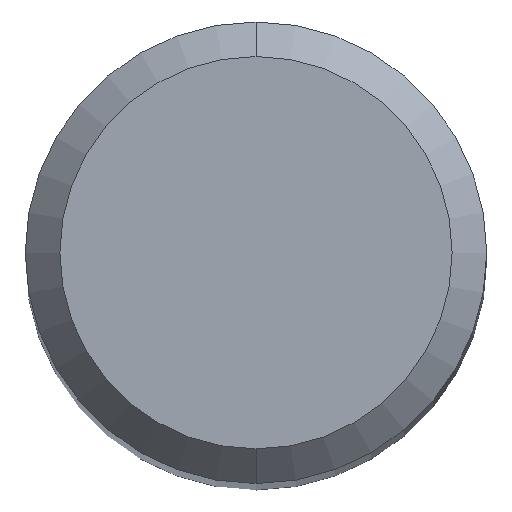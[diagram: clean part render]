
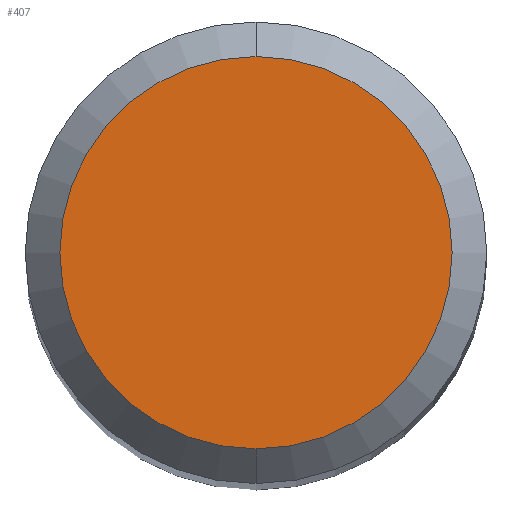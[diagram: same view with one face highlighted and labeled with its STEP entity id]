
A CAD part, top view. The second image highlights one B-rep face of the part: STEP entity #407.
In plain terms, the highlighted planar face has unit normal (0, 0, 1).
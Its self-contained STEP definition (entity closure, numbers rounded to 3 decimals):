
#293=VERTEX_POINT('',#666);
#317=VERTEX_POINT('',#692);
#379=EDGE_CURVE('',#293,#317,#759,.T.);
#401=EDGE_CURVE('',#317,#293,#783,.T.);
#407=ADVANCED_FACE('',(#789),#790,.T.);
#666=CARTESIAN_POINT('',(0.0,1.7,0.0));
#692=CARTESIAN_POINT('',(0.,-1.7,0.0));
#759=CIRCLE('',#1313,1.7);
#783=CIRCLE('',#1345,1.7);
#789=FACE_OUTER_BOUND('',#1366,.T.);
#790=PLANE('',#1367);
#1313=AXIS2_PLACEMENT_3D('',#1887,#1888,#1889);
#1345=AXIS2_PLACEMENT_3D('',#1917,#1918,#1919);
#1366=EDGE_LOOP('',(#1924,#1925));
#1367=AXIS2_PLACEMENT_3D('',#1926,#1927,#1928);
#1887=CARTESIAN_POINT('',(0.0,0.0,0.0));
#1888=DIRECTION('',(0.0,0.0,-1.0));
#1889=DIRECTION('',(0.0,1.0,0.0));
#1917=CARTESIAN_POINT('',(0.0,0.0,0.0));
#1918=DIRECTION('',(0.0,0.0,-1.0));
#1919=DIRECTION('',(0.0,1.0,0.0));
#1924=ORIENTED_EDGE('',*,*,#379,.F.);
#1925=ORIENTED_EDGE('',*,*,#401,.F.);
#1926=CARTESIAN_POINT('',(0.0,0.85,0.0));
#1927=DIRECTION('',(-0.0,0.0,1.0));
#1928=DIRECTION('',(0.0,-1.0,0.0));
